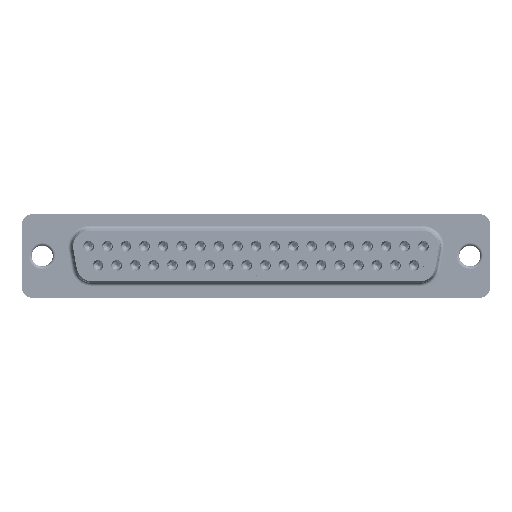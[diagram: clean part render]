
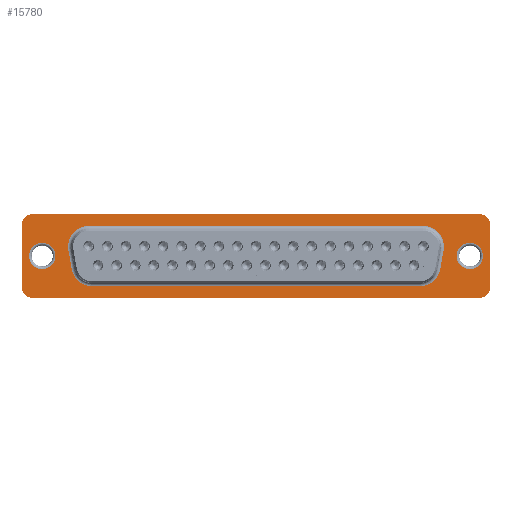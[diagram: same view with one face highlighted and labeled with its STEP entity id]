
A CAD part, top view. The second image highlights one B-rep face of the part: STEP entity #15780.
In plain terms, the highlighted face is planar.
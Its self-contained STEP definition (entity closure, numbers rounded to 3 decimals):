
#1463=CIRCLE('',#18264,1.5);
#1465=CIRCLE('',#18267,1.5);
#1467=CIRCLE('',#18271,1.5);
#1469=CIRCLE('',#18275,1.5);
#1479=CIRCLE('',#18290,3.1);
#1480=CIRCLE('',#18292,3.1);
#1486=CIRCLE('',#18301,3.1);
#1487=CIRCLE('',#18303,3.1);
#1519=CIRCLE('',#18369,1.95);
#1521=CIRCLE('',#18372,1.95);
#4559=ORIENTED_EDGE('',*,*,#7372,.F.);
#4560=ORIENTED_EDGE('',*,*,#7310,.F.);
#4561=ORIENTED_EDGE('',*,*,#7308,.F.);
#4562=ORIENTED_EDGE('',*,*,#7303,.F.);
#4563=ORIENTED_EDGE('',*,*,#7298,.F.);
#4564=ORIENTED_EDGE('',*,*,#7294,.F.);
#4565=ORIENTED_EDGE('',*,*,#7297,.F.);
#4566=ORIENTED_EDGE('',*,*,#7302,.F.);
#4567=ORIENTED_EDGE('',*,*,#7307,.F.);
#4568=ORIENTED_EDGE('',*,*,#7370,.F.);
#4569=ORIENTED_EDGE('',*,*,#7281,.F.);
#4570=ORIENTED_EDGE('',*,*,#7280,.F.);
#4571=ORIENTED_EDGE('',*,*,#7267,.F.);
#4572=ORIENTED_EDGE('',*,*,#7247,.F.);
#4573=ORIENTED_EDGE('',*,*,#7270,.F.);
#4574=ORIENTED_EDGE('',*,*,#7274,.F.);
#4575=ORIENTED_EDGE('',*,*,#7276,.F.);
#4576=ORIENTED_EDGE('',*,*,#7243,.F.);
#7243=EDGE_CURVE('',#8995,#8997,#10143,.T.);
#7247=EDGE_CURVE('',#8999,#9001,#10147,.T.);
#7267=EDGE_CURVE('',#9001,#9017,#1463,.T.);
#7270=EDGE_CURVE('',#9019,#8999,#1465,.T.);
#7274=EDGE_CURVE('',#9021,#9019,#10166,.T.);
#7276=EDGE_CURVE('',#8997,#9021,#1467,.T.);
#7280=EDGE_CURVE('',#9017,#9024,#10170,.T.);
#7281=EDGE_CURVE('',#9024,#8995,#1469,.T.);
#7294=EDGE_CURVE('',#9032,#9031,#10176,.T.);
#7297=EDGE_CURVE('',#9034,#9032,#1479,.T.);
#7298=EDGE_CURVE('',#9031,#9035,#1480,.T.);
#7302=EDGE_CURVE('',#9037,#9034,#10178,.T.);
#7303=EDGE_CURVE('',#9035,#9038,#10179,.T.);
#7307=EDGE_CURVE('',#9040,#9037,#1486,.T.);
#7308=EDGE_CURVE('',#9038,#9041,#1487,.T.);
#7310=EDGE_CURVE('',#9041,#9040,#10180,.T.);
#7370=EDGE_CURVE('',#9075,#9075,#1519,.T.);
#7372=EDGE_CURVE('',#9077,#9077,#1521,.T.);
#8995=VERTEX_POINT('',#31093);
#8997=VERTEX_POINT('',#31096);
#8999=VERTEX_POINT('',#31102);
#9001=VERTEX_POINT('',#31105);
#9017=VERTEX_POINT('',#31147);
#9019=VERTEX_POINT('',#31153);
#9021=VERTEX_POINT('',#31159);
#9024=VERTEX_POINT('',#31169);
#9031=VERTEX_POINT('',#31195);
#9032=VERTEX_POINT('',#31197);
#9034=VERTEX_POINT('',#31203);
#9035=VERTEX_POINT('',#31207);
#9037=VERTEX_POINT('',#31213);
#9038=VERTEX_POINT('',#31217);
#9040=VERTEX_POINT('',#31223);
#9041=VERTEX_POINT('',#31227);
#9075=VERTEX_POINT('',#31357);
#9077=VERTEX_POINT('',#31362);
#10143=LINE('',#31095,#11180);
#10147=LINE('',#31104,#11184);
#10166=LINE('',#31161,#11203);
#10170=LINE('',#31171,#11207);
#10176=LINE('',#31198,#11213);
#10178=LINE('',#31214,#11215);
#10179=LINE('',#31216,#11216);
#10180=LINE('',#31230,#11217);
#11180=VECTOR('',#21578,1000.);
#11184=VECTOR('',#21584,1000.);
#11203=VECTOR('',#21635,1000.);
#11207=VECTOR('',#21647,1000.);
#11213=VECTOR('',#21679,1000.);
#11215=VECTOR('',#21699,1000.);
#11216=VECTOR('',#21702,1000.);
#11217=VECTOR('',#21721,1000.);
#12717=EDGE_LOOP('',(#4559));
#12718=EDGE_LOOP('',(#4560,#4561,#4562,#4563,#4564,#4565,#4566,#4567));
#12719=EDGE_LOOP('',(#4568));
#12720=EDGE_LOOP('',(#4569,#4570,#4571,#4572,#4573,#4574,#4575,#4576));
#14172=FACE_BOUND('',#12717,.T.);
#14173=FACE_BOUND('',#12718,.T.);
#14174=FACE_BOUND('',#12719,.T.);
#14175=FACE_BOUND('',#12720,.T.);
#14934=PLANE('',#18371);
#15780=ADVANCED_FACE('',(#14172,#14173,#14174,#14175),#14934,.F.);
#18264=AXIS2_PLACEMENT_3D('',#31146,#21620,#21621);
#18267=AXIS2_PLACEMENT_3D('',#31152,#21627,#21628);
#18271=AXIS2_PLACEMENT_3D('',#31164,#21639,#21640);
#18275=AXIS2_PLACEMENT_3D('',#31173,#21650,#21651);
#18290=AXIS2_PLACEMENT_3D('',#31204,#21686,#21687);
#18292=AXIS2_PLACEMENT_3D('',#31206,#21690,#21691);
#18301=AXIS2_PLACEMENT_3D('',#31224,#21711,#21712);
#18303=AXIS2_PLACEMENT_3D('',#31226,#21715,#21716);
#18369=AXIS2_PLACEMENT_3D('',#31356,#21877,#21878);
#18371=AXIS2_PLACEMENT_3D('',#31360,#21881,#21882);
#18372=AXIS2_PLACEMENT_3D('',#31361,#21883,#21884);
#21578=DIRECTION('',(-1.,0.,0.));
#21584=DIRECTION('',(1.,0.,0.));
#21620=DIRECTION('',(0.,0.,1.));
#21621=DIRECTION('',(0.707,-0.707,0.));
#21627=DIRECTION('',(0.,0.,1.));
#21628=DIRECTION('',(-0.707,-0.707,0.));
#21635=DIRECTION('',(0.,-1.,0.));
#21639=DIRECTION('',(0.,0.,1.));
#21640=DIRECTION('',(-0.707,0.707,0.));
#21647=DIRECTION('',(0.,1.,0.));
#21650=DIRECTION('',(0.,0.,1.));
#21651=DIRECTION('',(0.707,0.707,0.));
#21679=DIRECTION('',(1.,0.,0.));
#21686=DIRECTION('',(0.,0.,-1.));
#21687=DIRECTION('',(-0.766,0.643,0.));
#21690=DIRECTION('',(0.,0.,-1.));
#21691=DIRECTION('',(0.766,0.643,0.));
#21699=DIRECTION('',(-0.174,0.985,0.));
#21702=DIRECTION('',(-0.174,-0.985,0.));
#21711=DIRECTION('',(0.,0.,-1.));
#21712=DIRECTION('',(-0.643,-0.766,0.));
#21715=DIRECTION('',(0.,0.,-1.));
#21716=DIRECTION('',(0.643,-0.766,0.));
#21721=DIRECTION('',(-1.,0.,0.));
#21877=DIRECTION('',(0.,0.,-1.));
#21878=DIRECTION('',(-1.,0.,0.));
#21881=DIRECTION('',(0.,0.,1.));
#21882=DIRECTION('',(1.,0.,0.));
#21883=DIRECTION('',(0.,0.,-1.));
#21884=DIRECTION('',(-1.,0.,0.));
#31093=CARTESIAN_POINT('',(33.25,6.2,-0.4));
#31095=CARTESIAN_POINT('',(34.75,6.2,-0.4));
#31096=CARTESIAN_POINT('',(-33.25,6.2,-0.4));
#31102=CARTESIAN_POINT('',(-33.25,-6.2,-0.4));
#31104=CARTESIAN_POINT('',(-34.75,-6.2,-0.4));
#31105=CARTESIAN_POINT('',(33.25,-6.2,-0.4));
#31146=CARTESIAN_POINT('',(33.25,-4.7,-0.4));
#31147=CARTESIAN_POINT('',(34.75,-4.7,-0.4));
#31152=CARTESIAN_POINT('',(-33.25,-4.7,-0.4));
#31153=CARTESIAN_POINT('',(-34.75,-4.7,-0.4));
#31159=CARTESIAN_POINT('',(-34.75,4.7,-0.4));
#31161=CARTESIAN_POINT('',(-34.75,6.2,-0.4));
#31164=CARTESIAN_POINT('',(-33.25,4.7,-0.4));
#31169=CARTESIAN_POINT('',(34.75,4.7,-0.4));
#31171=CARTESIAN_POINT('',(34.75,-6.2,-0.4));
#31173=CARTESIAN_POINT('',(33.25,4.7,-0.4));
#31195=CARTESIAN_POINT('',(24.8,4.5,-0.4));
#31197=CARTESIAN_POINT('',(-24.8,4.5,-0.4));
#31198=CARTESIAN_POINT('',(8.648,4.5,-0.4));
#31203=CARTESIAN_POINT('',(-27.853,0.862,-0.4));
#31204=CARTESIAN_POINT('',(-24.8,1.4,-0.4));
#31206=CARTESIAN_POINT('',(24.8,1.4,-0.4));
#31207=CARTESIAN_POINT('',(27.853,0.862,-0.4));
#31213=CARTESIAN_POINT('',(-27.359,-1.938,-0.4));
#31214=CARTESIAN_POINT('',(-27.1,-3.41,-0.4));
#31216=CARTESIAN_POINT('',(27.374,-1.853,-0.4));
#31217=CARTESIAN_POINT('',(27.359,-1.938,-0.4));
#31223=CARTESIAN_POINT('',(-24.306,-4.5,-0.4));
#31224=CARTESIAN_POINT('',(-24.306,-1.4,-0.4));
#31226=CARTESIAN_POINT('',(24.306,-1.4,-0.4));
#31227=CARTESIAN_POINT('',(24.306,-4.5,-0.4));
#31230=CARTESIAN_POINT('',(8.648,-4.5,-0.4));
#31356=CARTESIAN_POINT('',(-31.75,0.,-0.4));
#31357=CARTESIAN_POINT('',(-33.7,0.,-0.4));
#31360=CARTESIAN_POINT('',(17.296,0.013,-0.4));
#31361=CARTESIAN_POINT('',(31.75,0.,-0.4));
#31362=CARTESIAN_POINT('',(29.8,0.,-0.4));
